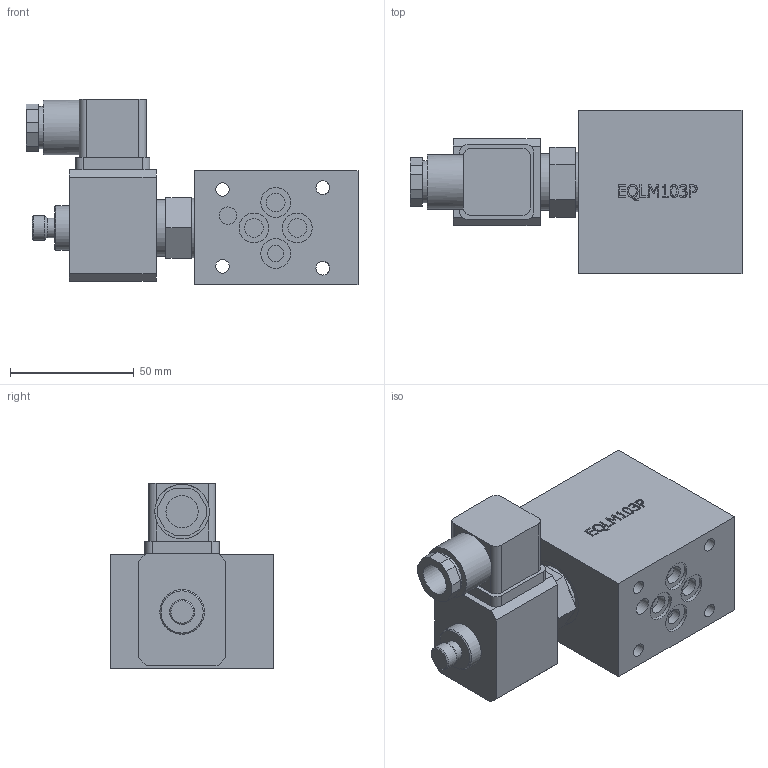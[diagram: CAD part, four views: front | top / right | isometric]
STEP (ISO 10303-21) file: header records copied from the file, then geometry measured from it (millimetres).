
FILE_DESCRIPTION(/* description */ (''),/* implementation_level */ '2;1');
FILE_NAME(/* name */ 'eqlm103-p.stp',/* time_stamp */ '2016-05-10T16:17:18+02:00',/* author */ ('Lemoine2'),/* organization */ (''),/* preprocessor_version */ 'ST-DEVELOPER v16.1',/* originating_system */ 'Autodesk Inventor 2016',/* authorisation */ '');
FILE_SCHEMA (('AUTOMOTIVE_DESIGN { 1 0 10303 214 3 1 1 }'));
Length unit declared in the file: millimetre
Products named in the file (1): eqlm103-p
Bounding box: 133.95 x 66 x 75 mm (x, y, z)
Volume: 280751.3 mm3; surface area: 46206.1 mm2
Topology: 5 solids, 5 shells, 266 faces, 654 edges, 435 vertices
Faces by surface type: plane 155, bspline 58, cylinder 47, cone 6
Full cylindrical faces by diameter (mm): 5 x4, 5.5 x4, 6.5 x2, 7 x3, 7.5 x6, 8 x1, 9.971 x1, 12 x4, 13 x1, 17 x1, 18 x1, 19.052 x1, 22 x1, 22.8 x1, 24 x1, 28 x1
Entity records: 8301 total; most frequent: CARTESIAN_POINT 2297, ORIENTED_EDGE 1224, DIRECTION 994, EDGE_CURVE 612, VERTEX_POINT 430, LINE 376, VECTOR 376, EDGE_LOOP 356
